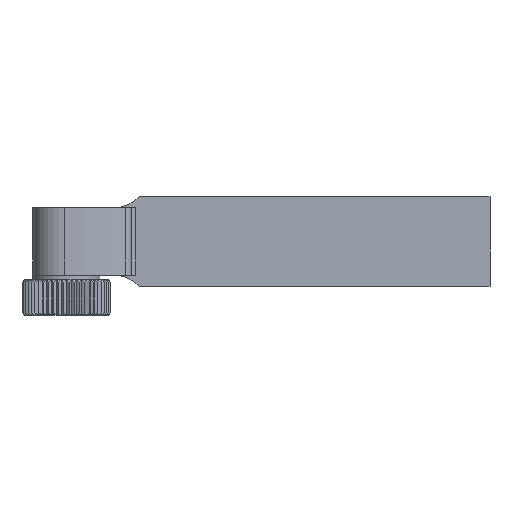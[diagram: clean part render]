
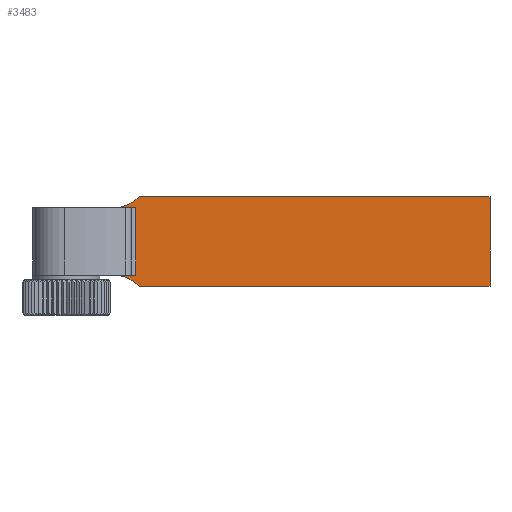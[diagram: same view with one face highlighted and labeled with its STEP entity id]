
A CAD part, front view. The second image highlights one B-rep face of the part: STEP entity #3483.
In plain terms, the highlighted face is planar.
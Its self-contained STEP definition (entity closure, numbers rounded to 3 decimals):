
#397=LINE('',#5335,#554);
#406=LINE('',#5417,#563);
#413=LINE('',#5442,#570);
#417=LINE('',#5451,#574);
#421=LINE('',#5458,#578);
#422=LINE('',#5460,#579);
#554=VECTOR('',#4317,10.);
#563=VECTOR('',#4414,10.);
#570=VECTOR('',#4441,10.);
#574=VECTOR('',#4447,10.);
#578=VECTOR('',#4453,10.);
#579=VECTOR('',#4456,10.);
#728=FACE_OUTER_BOUND('',#1002,.T.);
#1002=EDGE_LOOP('',(#2357,#2358,#2359,#2360,#2361,#2362,#2363,#2364));
#1278=CIRCLE('',#3901,8.);
#1279=CIRCLE('',#3902,8.);
#1421=VERTEX_POINT('',#5332);
#1422=VERTEX_POINT('',#5334);
#1450=VERTEX_POINT('',#5414);
#1451=VERTEX_POINT('',#5416);
#1458=VERTEX_POINT('',#5440);
#1459=VERTEX_POINT('',#5441);
#1462=VERTEX_POINT('',#5449);
#1463=VERTEX_POINT('',#5450);
#1713=EDGE_CURVE('',#1421,#1422,#397,.T.);
#1750=EDGE_CURVE('',#1451,#1450,#406,.T.);
#1762=EDGE_CURVE('',#1458,#1459,#413,.T.);
#1766=EDGE_CURVE('',#1462,#1463,#417,.T.);
#1770=EDGE_CURVE('',#1458,#1462,#421,.T.);
#1771=EDGE_CURVE('',#1451,#1459,#1278,.T.);
#1772=EDGE_CURVE('',#1422,#1450,#422,.T.);
#1773=EDGE_CURVE('',#1421,#1463,#1279,.F.);
#2357=ORIENTED_EDGE('',*,*,#1766,.F.);
#2358=ORIENTED_EDGE('',*,*,#1770,.F.);
#2359=ORIENTED_EDGE('',*,*,#1762,.T.);
#2360=ORIENTED_EDGE('',*,*,#1771,.F.);
#2361=ORIENTED_EDGE('',*,*,#1750,.T.);
#2362=ORIENTED_EDGE('',*,*,#1772,.F.);
#2363=ORIENTED_EDGE('',*,*,#1713,.F.);
#2364=ORIENTED_EDGE('',*,*,#1773,.T.);
#3293=PLANE('',#3900);
#3483=ADVANCED_FACE('',(#728),#3293,.T.);
#3900=AXIS2_PLACEMENT_3D('',#5457,#4451,#4452);
#3901=AXIS2_PLACEMENT_3D('',#5459,#4454,#4455);
#3902=AXIS2_PLACEMENT_3D('',#5461,#4457,#4458);
#4317=DIRECTION('',(0.,-1.,0.));
#4414=DIRECTION('',(0.,-1.,0.));
#4441=DIRECTION('',(0.,1.,0.));
#4447=DIRECTION('',(0.,1.,0.));
#4451=DIRECTION('center_axis',(1.,0.,0.));
#4452=DIRECTION('ref_axis',(0.,0.,-1.));
#4453=DIRECTION('',(0.,0.,1.));
#4454=DIRECTION('center_axis',(1.,0.,0.));
#4455=DIRECTION('ref_axis',(0.,-0.726,0.688));
#4456=DIRECTION('',(0.,0.,-1.));
#4457=DIRECTION('center_axis',(1.,0.,0.));
#4458=DIRECTION('ref_axis',(0.,-0.726,-0.688));
#5332=CARTESIAN_POINT('',(10.,84.059,7.5));
#5334=CARTESIAN_POINT('',(10.,79.,7.5));
#5335=CARTESIAN_POINT('',(10.,86.,7.5));
#5414=CARTESIAN_POINT('',(10.,79.,-7.5));
#5416=CARTESIAN_POINT('',(10.,84.059,-7.5));
#5417=CARTESIAN_POINT('',(10.,86.,-7.5));
#5440=CARTESIAN_POINT('',(10.,0.,-10.));
#5441=CARTESIAN_POINT('',(10.,78.249,-10.));
#5442=CARTESIAN_POINT('',(10.,0.,-10.));
#5449=CARTESIAN_POINT('',(10.,0.,10.));
#5450=CARTESIAN_POINT('',(10.,78.249,10.));
#5451=CARTESIAN_POINT('',(10.,0.,10.));
#5457=CARTESIAN_POINT('Origin',(10.,0.,10.));
#5458=CARTESIAN_POINT('',(10.,0.,5.));
#5459=CARTESIAN_POINT('Origin',(10.,84.059,-15.5));
#5460=CARTESIAN_POINT('',(10.,79.,8.75));
#5461=CARTESIAN_POINT('Origin',(10.,84.059,15.5));
